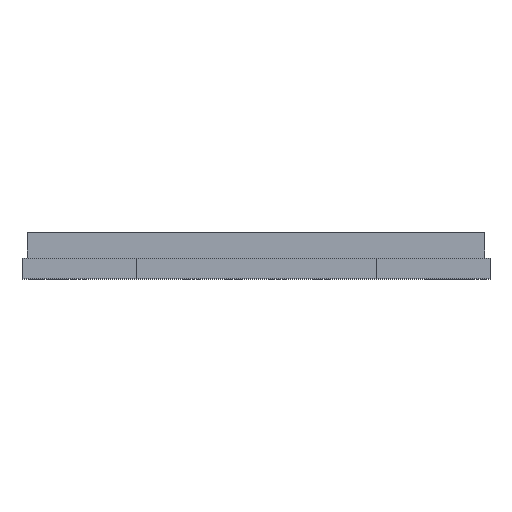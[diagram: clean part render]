
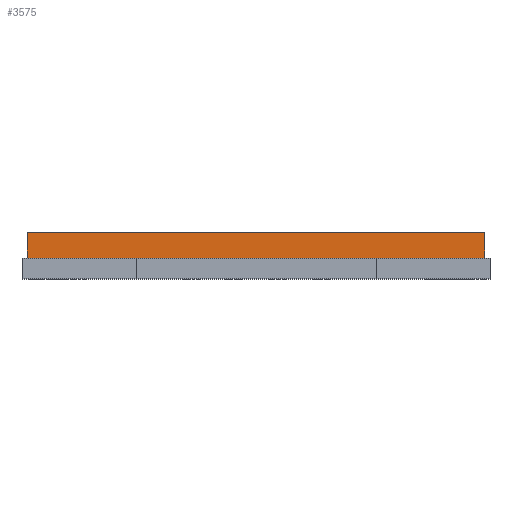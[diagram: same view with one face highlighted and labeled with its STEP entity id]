
A CAD part, top view. The second image highlights one B-rep face of the part: STEP entity #3575.
In plain terms, the highlighted planar face has unit normal (0, 0, 1).
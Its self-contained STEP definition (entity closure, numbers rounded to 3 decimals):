
#364 = EDGE_CURVE ( 'NONE', #4370, #5234, #6571, .T. ) ;
#668 = VECTOR ( 'NONE', #985, 1000. ) ;
#961 = FACE_OUTER_BOUND ( 'NONE', #6585, .T. ) ;
#985 = DIRECTION ( 'NONE',  ( 1., 0., 0. ) ) ;
#1028 = VERTEX_POINT ( 'NONE', #5611 ) ;
#1460 = CARTESIAN_POINT ( 'NONE',  ( 0.298, 1.2, -4.266 ) ) ;
#1511 = LINE ( 'NONE', #3531, #4644 ) ;
#1526 = LINE ( 'NONE', #1460, #668 ) ;
#1638 = VECTOR ( 'NONE', #3404, 1000. ) ;
#2137 = EDGE_CURVE ( 'NONE', #5234, #2618, #1526, .T. ) ;
#2284 = AXIS2_PLACEMENT_3D ( 'NONE', #2563, #6119, #6560 ) ;
#2377 = ORIENTED_EDGE ( 'NONE', *, *, #364, .T. ) ;
#2563 = CARTESIAN_POINT ( 'NONE',  ( 0.298, 2.7, -4.266 ) ) ;
#2603 = LINE ( 'NONE', #4572, #6106 ) ;
#2618 = VERTEX_POINT ( 'NONE', #6093 ) ;
#2848 = ORIENTED_EDGE ( 'NONE', *, *, #2137, .T. ) ;
#3070 = CARTESIAN_POINT ( 'NONE',  ( 0.298, 2.7, -4.266 ) ) ;
#3297 = ORIENTED_EDGE ( 'NONE', *, *, #4646, .F. ) ;
#3404 = DIRECTION ( 'NONE',  ( 0., -1., 0. ) ) ;
#3531 = CARTESIAN_POINT ( 'NONE',  ( 26.998, 2.7, -4.266 ) ) ;
#3575 = ADVANCED_FACE ( 'NONE', ( #961 ), #6590, .F. ) ;
#3843 = CARTESIAN_POINT ( 'NONE',  ( 0.298, 1.2, -4.266 ) ) ;
#4370 = VERTEX_POINT ( 'NONE', #3070 ) ;
#4572 = CARTESIAN_POINT ( 'NONE',  ( 0.298, 2.7, -4.266 ) ) ;
#4644 = VECTOR ( 'NONE', #5340, 1000. ) ;
#4646 = EDGE_CURVE ( 'NONE', #4370, #1028, #2603, .T. ) ;
#5234 = VERTEX_POINT ( 'NONE', #3843 ) ;
#5340 = DIRECTION ( 'NONE',  ( 0., -1., 0. ) ) ;
#5532 = CARTESIAN_POINT ( 'NONE',  ( 0.298, 2.7, -4.266 ) ) ;
#5611 = CARTESIAN_POINT ( 'NONE',  ( 26.998, 2.7, -4.266 ) ) ;
#5616 = ORIENTED_EDGE ( 'NONE', *, *, #6591, .F. ) ;
#6093 = CARTESIAN_POINT ( 'NONE',  ( 26.998, 1.2, -4.266 ) ) ;
#6106 = VECTOR ( 'NONE', #6158, 1000. ) ;
#6119 = DIRECTION ( 'NONE',  ( 0., 0., -1. ) ) ;
#6158 = DIRECTION ( 'NONE',  ( 1., 0., 0. ) ) ;
#6560 = DIRECTION ( 'NONE',  ( -1., 0., 0. ) ) ;
#6571 = LINE ( 'NONE', #5532, #1638 ) ;
#6585 = EDGE_LOOP ( 'NONE', ( #2848, #5616, #3297, #2377 ) ) ;
#6590 = PLANE ( 'NONE',  #2284 ) ;
#6591 = EDGE_CURVE ( 'NONE', #1028, #2618, #1511, .T. ) ;
